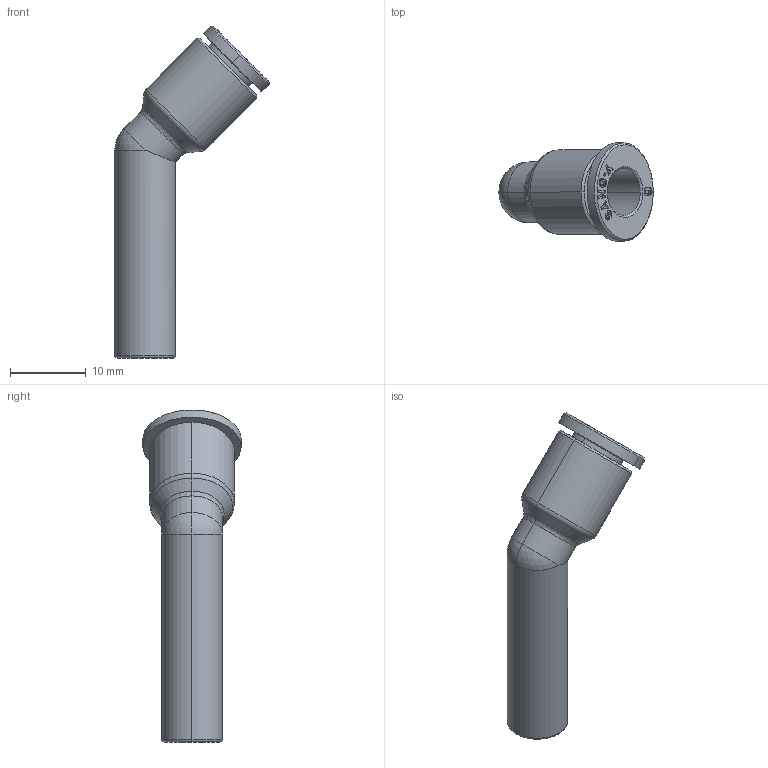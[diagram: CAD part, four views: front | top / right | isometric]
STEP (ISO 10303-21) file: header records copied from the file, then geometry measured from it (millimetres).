
FILE_DESCRIPTION((''),'2;1');
FILE_NAME('GPLGJ45_0806(3D).stp','2012-12-21T10:25:31',(''),(''),'Mechanical Desktop.R8.0.24.0','Mechanical Desktop.R8.0.24.0',', , ');
FILE_SCHEMA(('CONFIG_CONTROL_DESIGN'));
Length unit declared in the file: millimetre
Products named in the file (2): GPLGJ45_0806(3D); 睡ヶ1
Assembly tree (1 placements, depth 2):
  GPLGJ45_0806(3D)
    睡ヶ1
Bounding box: 20.4 x 13 x 43.9 mm (x, y, z)
Volume: 2441.6 mm3; surface area: 1862.7 mm2
Topology: 1 solids, 1 shells, 234 faces, 638 edges, 419 vertices
Faces by surface type: plane 169, bspline 32, cylinder 21, cone 6, torus 4, sphere 2
Entity records: 8368 total; most frequent: CARTESIAN_POINT 2371, ORIENTED_EDGE 1276, DIRECTION 1151, EDGE_CURVE 638, VECTOR 517, LINE 517, VERTEX_POINT 419, AXIS2_PLACEMENT_3D 317
